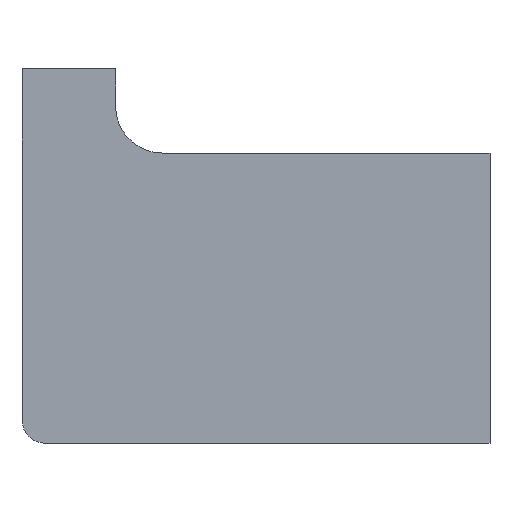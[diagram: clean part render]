
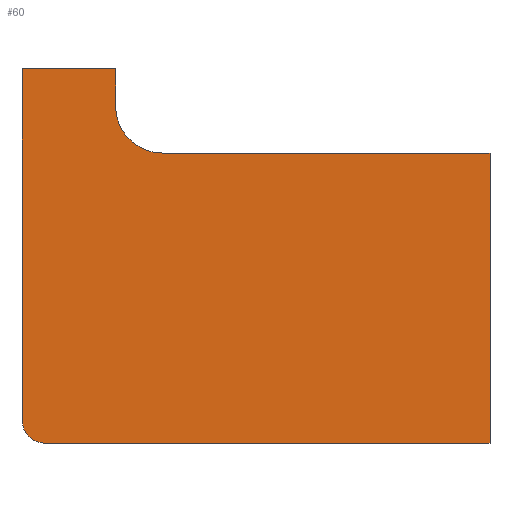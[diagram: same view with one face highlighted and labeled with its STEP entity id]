
A CAD part, top view. The second image highlights one B-rep face of the part: STEP entity #60.
In plain terms, the highlighted planar face has unit normal (0, 0, 1).
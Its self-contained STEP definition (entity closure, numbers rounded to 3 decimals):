
#6 = CARTESIAN_POINT ( 'NONE',  ( 0., 0., 0.1 ) ) ;
#9 = CARTESIAN_POINT ( 'NONE',  ( -80., 80., 0.1 ) ) ;
#18 = DIRECTION ( 'NONE',  ( 0., 0., -1. ) ) ;
#20 = CARTESIAN_POINT ( 'NONE',  ( -95., 5., 0.1 ) ) ;
#21 = DIRECTION ( 'NONE',  ( -1., 0., 0. ) ) ;
#24 = VECTOR ( 'NONE', #118, 1000. ) ;
#29 = ORIENTED_EDGE ( 'NONE', *, *, #147, .T. ) ;
#42 = CARTESIAN_POINT ( 'NONE',  ( 0., 0., 0.1 ) ) ;
#53 = EDGE_CURVE ( 'NONE', #325, #129, #333, .T. ) ;
#59 = DIRECTION ( 'NONE',  ( 0., -1., 0. ) ) ;
#60 = ADVANCED_FACE ( 'NONE', ( #158 ), #85, .F. ) ;
#61 = LINE ( 'NONE', #166, #24 ) ;
#65 = ORIENTED_EDGE ( 'NONE', *, *, #269, .T. ) ;
#71 = CARTESIAN_POINT ( 'NONE',  ( 0., 62., 0.1 ) ) ;
#76 = ORIENTED_EDGE ( 'NONE', *, *, #294, .T. ) ;
#80 = ORIENTED_EDGE ( 'NONE', *, *, #321, .T. ) ;
#83 = CARTESIAN_POINT ( 'NONE',  ( -100., 80., 0.1 ) ) ;
#85 = PLANE ( 'NONE',  #305 ) ;
#90 = ORIENTED_EDGE ( 'NONE', *, *, #198, .T. ) ;
#93 = DIRECTION ( 'NONE',  ( -1., 0., 0. ) ) ;
#118 = DIRECTION ( 'NONE',  ( -1., 0., 0. ) ) ;
#121 = DIRECTION ( 'NONE',  ( 0., 0., -1. ) ) ;
#129 = VERTEX_POINT ( 'NONE', #280 ) ;
#132 = VERTEX_POINT ( 'NONE', #337 ) ;
#135 = VERTEX_POINT ( 'NONE', #177 ) ;
#139 = AXIS2_PLACEMENT_3D ( 'NONE', #254, #121, #201 ) ;
#141 = EDGE_LOOP ( 'NONE', ( #228, #90, #76, #65, #243, #29, #249, #80 ) ) ;
#147 = EDGE_CURVE ( 'NONE', #132, #331, #299, .T. ) ;
#151 = VERTEX_POINT ( 'NONE', #71 ) ;
#156 = LINE ( 'NONE', #9, #307 ) ;
#158 = FACE_OUTER_BOUND ( 'NONE', #141, .T. ) ;
#161 = VERTEX_POINT ( 'NONE', #289 ) ;
#162 = DIRECTION ( 'NONE',  ( 0., 1., 0. ) ) ;
#164 = CARTESIAN_POINT ( 'NONE',  ( 0., 62., 0.1 ) ) ;
#166 = CARTESIAN_POINT ( 'NONE',  ( -80., 62., 0.1 ) ) ;
#177 = CARTESIAN_POINT ( 'NONE',  ( -80., 80., 0.1 ) ) ;
#184 = VERTEX_POINT ( 'NONE', #6 ) ;
#188 = CARTESIAN_POINT ( 'NONE',  ( -100., 0., 0.1 ) ) ;
#192 = DIRECTION ( 'NONE',  ( -1., 0., 0. ) ) ;
#198 = EDGE_CURVE ( 'NONE', #129, #161, #292, .T. ) ;
#201 = DIRECTION ( 'NONE',  ( -1., 0., 0. ) ) ;
#218 = LINE ( 'NONE', #328, #267 ) ;
#226 = DIRECTION ( 'NONE',  ( 0., 1., 0. ) ) ;
#228 = ORIENTED_EDGE ( 'NONE', *, *, #53, .T. ) ;
#242 = CARTESIAN_POINT ( 'NONE',  ( -100., 80., 0.1 ) ) ;
#243 = ORIENTED_EDGE ( 'NONE', *, *, #275, .T. ) ;
#244 = LINE ( 'NONE', #164, #285 ) ;
#248 = LINE ( 'NONE', #83, #257 ) ;
#249 = ORIENTED_EDGE ( 'NONE', *, *, #287, .T. ) ;
#252 = AXIS2_PLACEMENT_3D ( 'NONE', #20, #265, #21 ) ;
#254 = CARTESIAN_POINT ( 'NONE',  ( -70., 72., 0.1 ) ) ;
#257 = VECTOR ( 'NONE', #192, 1000. ) ;
#265 = DIRECTION ( 'NONE',  ( 0., 0., 1. ) ) ;
#266 = VECTOR ( 'NONE', #59, 1000. ) ;
#267 = VECTOR ( 'NONE', #324, 1000. ) ;
#269 = EDGE_CURVE ( 'NONE', #184, #151, #244, .T. ) ;
#275 = EDGE_CURVE ( 'NONE', #151, #132, #61, .T. ) ;
#276 = CARTESIAN_POINT ( 'NONE',  ( -80., 72., 0.1 ) ) ;
#280 = CARTESIAN_POINT ( 'NONE',  ( -100., 5., 0.1 ) ) ;
#285 = VECTOR ( 'NONE', #162, 1000. ) ;
#287 = EDGE_CURVE ( 'NONE', #331, #135, #156, .T. ) ;
#289 = CARTESIAN_POINT ( 'NONE',  ( -95., 0., 0.1 ) ) ;
#292 = CIRCLE ( 'NONE', #252, 5. ) ;
#294 = EDGE_CURVE ( 'NONE', #161, #184, #218, .T. ) ;
#299 = CIRCLE ( 'NONE', #139, 10. ) ;
#305 = AXIS2_PLACEMENT_3D ( 'NONE', #42, #18, #93 ) ;
#307 = VECTOR ( 'NONE', #226, 1000. ) ;
#321 = EDGE_CURVE ( 'NONE', #135, #325, #248, .T. ) ;
#324 = DIRECTION ( 'NONE',  ( 1., 0., 0. ) ) ;
#325 = VERTEX_POINT ( 'NONE', #242 ) ;
#328 = CARTESIAN_POINT ( 'NONE',  ( 0., 0., 0.1 ) ) ;
#331 = VERTEX_POINT ( 'NONE', #276 ) ;
#333 = LINE ( 'NONE', #188, #266 ) ;
#337 = CARTESIAN_POINT ( 'NONE',  ( -70., 62., 0.1 ) ) ;
